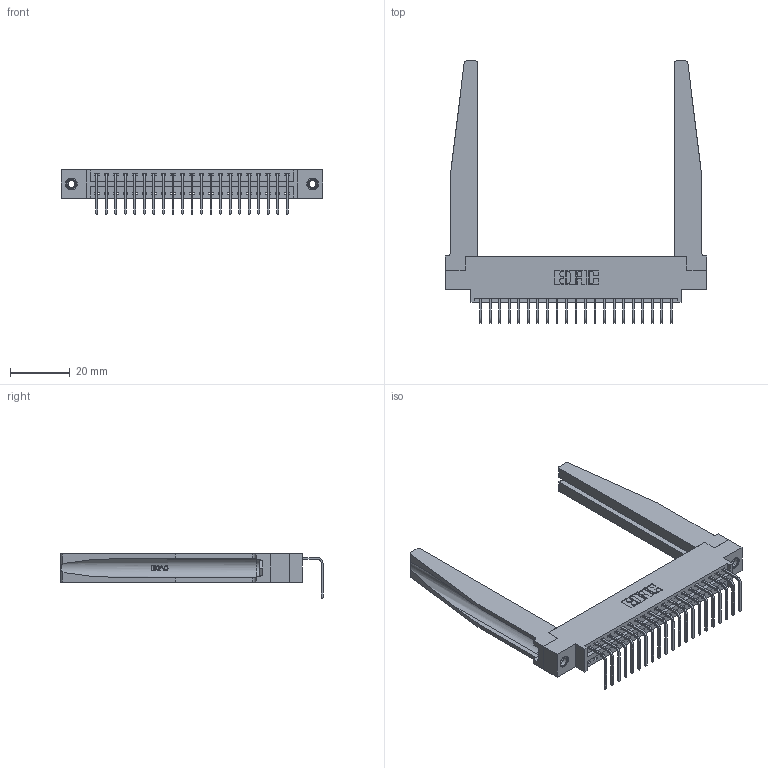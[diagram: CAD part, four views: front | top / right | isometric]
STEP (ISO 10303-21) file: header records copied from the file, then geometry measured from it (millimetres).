
FILE_DESCRIPTION (( 'STEP AP203' ), '1' );
FILE_NAME ('396-021-558-678.STEP', '2019-11-01T06:15:47', ( '' ), ( '' ), 'SwSTEP 2.0', 'SolidWorks 2016', '' );
FILE_SCHEMA (( 'CONFIG_CONTROL_DESIGN' ));
Length unit declared in the file: inch
Products named in the file (5): 346 Part_0.170 Offset - 0.156 Dia-TH; 345-292-001_558 Tail - 2; 346-220-078_345-220-078; 345-250-001_345-250-001-102; 396-021-558-678
Assembly tree (26 placements, depth 2):
  396-021-558-678
    346 Part_0.170 Offset - 0.156 Dia-TH
    345-292-001_558 Tail - 2  x21
    346-220-078_345-220-078  x2
    345-250-001_345-250-001-102  x2
Bounding box: 87.25 x 87.44 x 14.73 mm (x, y, z)
Volume: 15031.2 mm3; surface area: 17043.1 mm2
Topology: 26 solids, 26 shells, 1620 faces, 4771 edges, 3142 vertices
Faces by surface type: plane 1104, cylinder 464, bspline 36, cone 12, torus 4
Entity records: 20824 total; most frequent: CARTESIAN_POINT 4490, ORIENTED_EDGE 3334, DIRECTION 2971, EDGE_CURVE 1667, VECTOR 1357, LINE 1357, VERTEX_POINT 1104, AXIS2_PLACEMENT_3D 807
